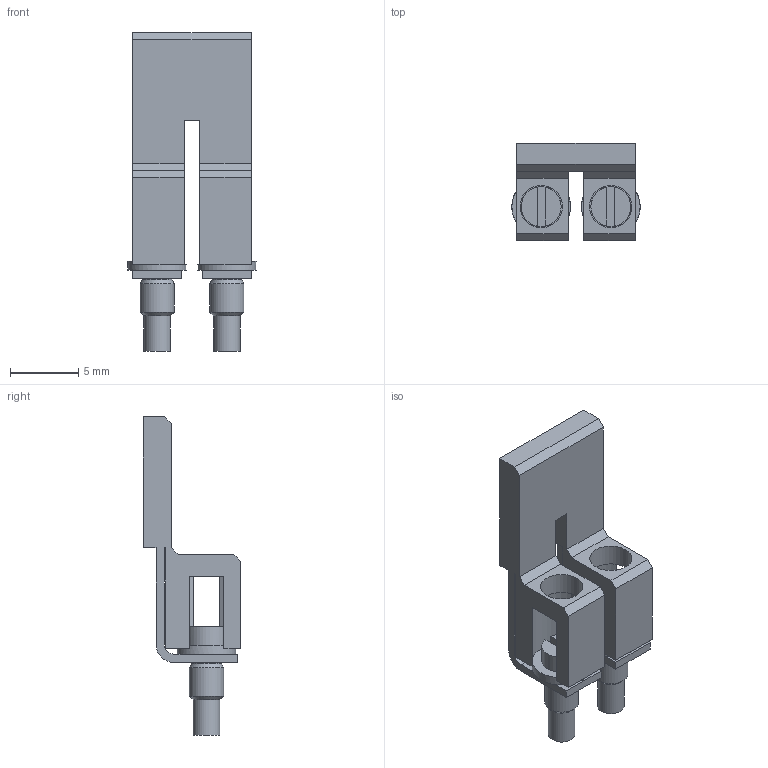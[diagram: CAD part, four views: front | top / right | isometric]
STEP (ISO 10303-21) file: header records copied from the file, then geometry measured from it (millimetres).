
FILE_DESCRIPTION( ( 'STEP AP214' ), '1' );
FILE_NAME( '1053660000.stp', ' ', ( ' ' ), ( ' ' ), 'PSStep 15.0.47', 'PARTsolutions', ' ' );
FILE_SCHEMA( ( 'AUTOMOTIVE_DESIGN { 1 0 10303 214 1 1 1 1 }' ) );
Length unit declared in the file: millimetre
Products named in the file (1): HI_WQV 2.5/2 1053660000
Bounding box: 9.4 x 7.12 x 23.35 mm (x, y, z)
Volume: 406.9 mm3; surface area: 1009.7 mm2
Topology: 1 solids, 1 shells, 91 faces, 233 edges, 150 vertices
Faces by surface type: plane 65, cylinder 22, cone 4
Full cylindrical faces by diameter (mm): 1.948 x2, 2.15 x2, 2.5 x2, 2.85 x2, 2.92 x2, 3.1 x2, 4.3 x2
Entity records: 3345 total; most frequent: DIRECTION 451, CARTESIAN_POINT 445, ORIENTED_EDGE 418, EDGE_CURVE 209, LINE 151, VECTOR 151, AXIS2_PLACEMENT_3D 150, VERTEX_POINT 144
